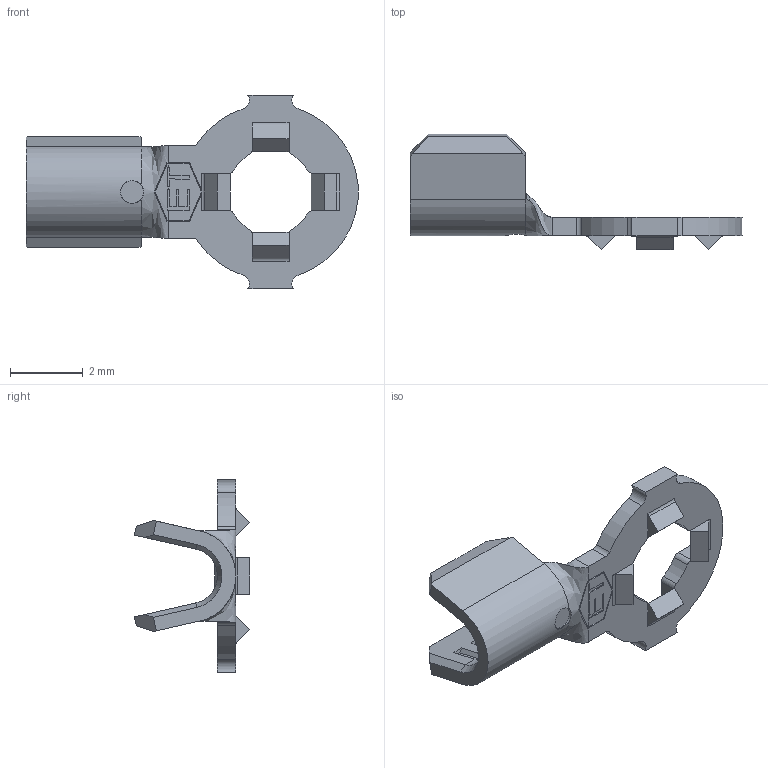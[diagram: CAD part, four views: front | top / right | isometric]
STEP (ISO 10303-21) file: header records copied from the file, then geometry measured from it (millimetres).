
FILE_DESCRIPTION (( 'STEP AP203' ), '1' );
FILE_NAME ('00281.STEP', '2015-02-05T18:45:51', ( '' ), ( '' ), 'SwSTEP 2.0', 'SolidWorks 2014', '' );
FILE_SCHEMA (( 'CONFIG_CONTROL_DESIGN' ));
Length unit declared in the file: inch
Products named in the file (1): 00281
Bounding box: 9.14 x 3.17 x 5.33 mm (x, y, z)
Volume: 18.1 mm3; surface area: 98 mm2
Topology: 1 solids, 1 shells, 178 faces, 480 edges, 304 vertices
Faces by surface type: plane 121, cylinder 41, cone 9, bspline 7
Entity records: 5756 total; most frequent: CARTESIAN_POINT 1246, ORIENTED_EDGE 960, DIRECTION 873, EDGE_CURVE 480, VECTOR 365, LINE 365, VERTEX_POINT 304, AXIS2_PLACEMENT_3D 254
